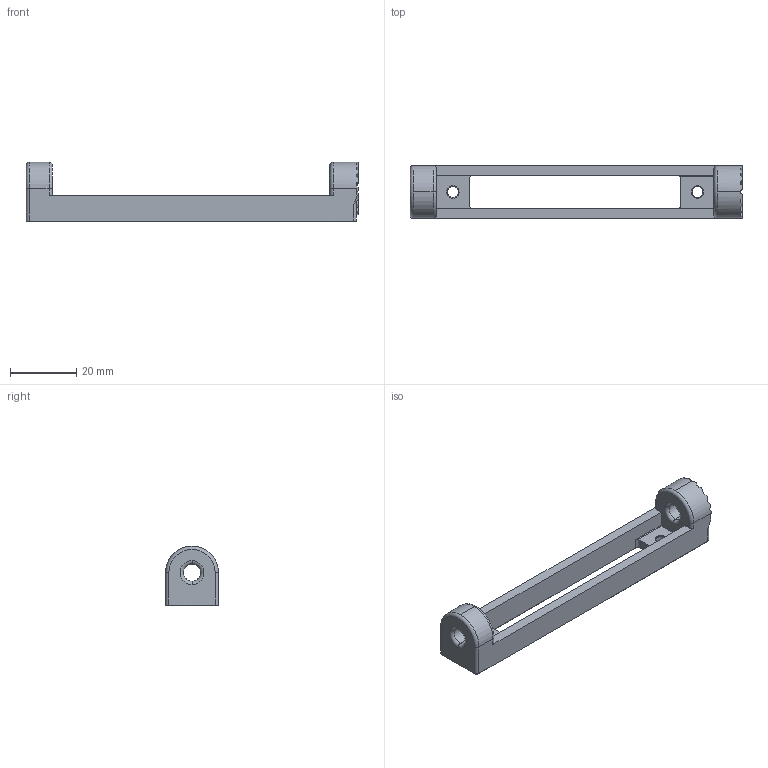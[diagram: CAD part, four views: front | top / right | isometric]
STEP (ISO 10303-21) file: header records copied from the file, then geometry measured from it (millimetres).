
FILE_DESCRIPTION (( 'STEP AP203' ), '1' );
FILE_NAME ('綻譙2A唅蛌菁釱.STEP', '2023-09-07T14:42:27', ( 'Leo' ), ( '' ), 'SwSTEP 2.0', 'SolidWorks 2018', '' );
FILE_SCHEMA (( 'CONFIG_CONTROL_DESIGN' ));
Length unit declared in the file: millimetre
Products named in the file (1): 綻譙2A唅蛌菁釱
Bounding box: 100.5 x 16 x 18 mm (x, y, z)
Volume: 8403.6 mm3; surface area: 6031.3 mm2
Topology: 1 solids, 1 shells, 149 faces, 410 edges, 261 vertices
Faces by surface type: plane 91, cone 24, cylinder 24, torus 10
Entity records: 4850 total; most frequent: CARTESIAN_POINT 1082, ORIENTED_EDGE 820, DIRECTION 758, EDGE_CURVE 410, AXIS2_PLACEMENT_3D 281, VERTEX_POINT 261, LINE 196, VECTOR 196
